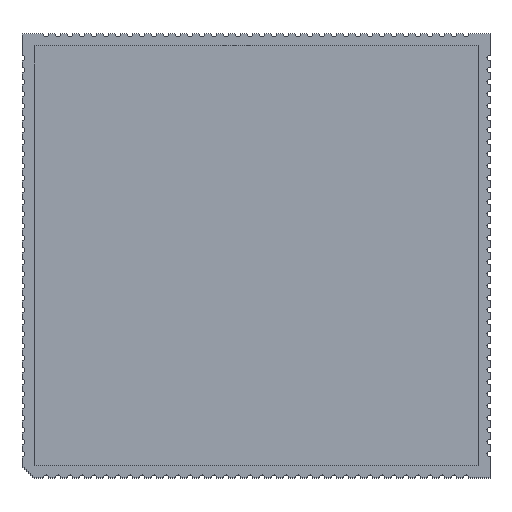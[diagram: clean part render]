
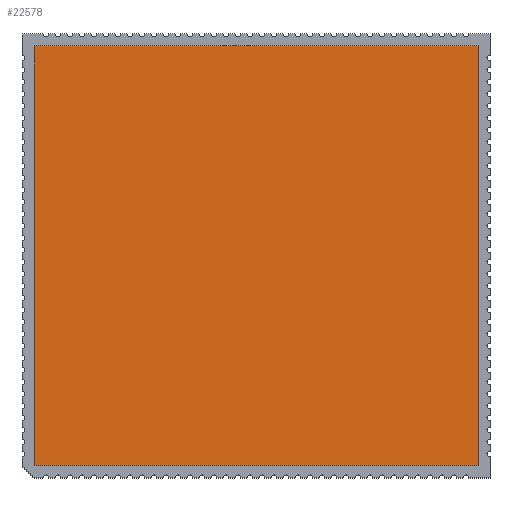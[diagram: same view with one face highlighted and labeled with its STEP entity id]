
A CAD part, top view. The second image highlights one B-rep face of the part: STEP entity #22578.
In plain terms, the highlighted planar face has unit normal (0, 0, 1).
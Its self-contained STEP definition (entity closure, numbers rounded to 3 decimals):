
#8242 = PLANE('',#8243);
#8243 = AXIS2_PLACEMENT_3D('',#8244,#8245,#8246);
#8244 = CARTESIAN_POINT('',(1.,1.,1.));
#8245 = DIRECTION('',(1.,0.,0.));
#8246 = DIRECTION('',(0.,0.,1.));
#8270 = PLANE('',#8271);
#8271 = AXIS2_PLACEMENT_3D('',#8272,#8273,#8274);
#8272 = CARTESIAN_POINT('',(1.,36.,1.));
#8273 = DIRECTION('',(0.,1.,0.));
#8274 = DIRECTION('',(0.,0.,1.));
#8298 = PLANE('',#8299);
#8299 = AXIS2_PLACEMENT_3D('',#8300,#8301,#8302);
#8300 = CARTESIAN_POINT('',(38.,1.,1.));
#8301 = DIRECTION('',(1.,0.,0.));
#8302 = DIRECTION('',(0.,0.,1.));
#8324 = PLANE('',#8325);
#8325 = AXIS2_PLACEMENT_3D('',#8326,#8327,#8328);
#8326 = CARTESIAN_POINT('',(1.,1.,1.));
#8327 = DIRECTION('',(0.,1.,0.));
#8328 = DIRECTION('',(0.,0.,1.));
#22382 = VERTEX_POINT('',#22383);
#22383 = CARTESIAN_POINT('',(1.,1.,2.5));
#22406 = VERTEX_POINT('',#22407);
#22407 = CARTESIAN_POINT('',(1.,36.,2.5));
#22428 = EDGE_CURVE('',#22382,#22406,#22429,.T.);
#22429 = SURFACE_CURVE('',#22430,(#22434,#22441),.PCURVE_S1.);
#22430 = LINE('',#22431,#22432);
#22431 = CARTESIAN_POINT('',(1.,1.,2.5));
#22432 = VECTOR('',#22433,1.);
#22433 = DIRECTION('',(0.,1.,0.));
#22434 = PCURVE('',#8242,#22435);
#22435 = DEFINITIONAL_REPRESENTATION('',(#22436),#22440);
#22436 = LINE('',#22437,#22438);
#22437 = CARTESIAN_POINT('',(1.5,0.));
#22438 = VECTOR('',#22439,1.);
#22439 = DIRECTION('',(0.,-1.));
#22440 = ( GEOMETRIC_REPRESENTATION_CONTEXT(2) 
PARAMETRIC_REPRESENTATION_CONTEXT() REPRESENTATION_CONTEXT('2D SPACE',''
  ) );
#22441 = PCURVE('',#22442,#22447);
#22442 = PLANE('',#22443);
#22443 = AXIS2_PLACEMENT_3D('',#22444,#22445,#22446);
#22444 = CARTESIAN_POINT('',(1.,1.,2.5));
#22445 = DIRECTION('',(0.,0.,1.));
#22446 = DIRECTION('',(1.,0.,0.));
#22447 = DEFINITIONAL_REPRESENTATION('',(#22448),#22452);
#22448 = LINE('',#22449,#22450);
#22449 = CARTESIAN_POINT('',(0.,0.));
#22450 = VECTOR('',#22451,1.);
#22451 = DIRECTION('',(0.,1.));
#22452 = ( GEOMETRIC_REPRESENTATION_CONTEXT(2) 
PARAMETRIC_REPRESENTATION_CONTEXT() REPRESENTATION_CONTEXT('2D SPACE',''
  ) );
#22459 = EDGE_CURVE('',#22382,#22460,#22462,.T.);
#22460 = VERTEX_POINT('',#22461);
#22461 = CARTESIAN_POINT('',(38.,1.,2.5));
#22462 = SURFACE_CURVE('',#22463,(#22467,#22474),.PCURVE_S1.);
#22463 = LINE('',#22464,#22465);
#22464 = CARTESIAN_POINT('',(1.,1.,2.5));
#22465 = VECTOR('',#22466,1.);
#22466 = DIRECTION('',(1.,0.,0.));
#22467 = PCURVE('',#8324,#22468);
#22468 = DEFINITIONAL_REPRESENTATION('',(#22469),#22473);
#22469 = LINE('',#22470,#22471);
#22470 = CARTESIAN_POINT('',(1.5,0.));
#22471 = VECTOR('',#22472,1.);
#22472 = DIRECTION('',(0.,1.));
#22473 = ( GEOMETRIC_REPRESENTATION_CONTEXT(2) 
PARAMETRIC_REPRESENTATION_CONTEXT() REPRESENTATION_CONTEXT('2D SPACE',''
  ) );
#22474 = PCURVE('',#22442,#22475);
#22475 = DEFINITIONAL_REPRESENTATION('',(#22476),#22480);
#22476 = LINE('',#22477,#22478);
#22477 = CARTESIAN_POINT('',(0.,0.));
#22478 = VECTOR('',#22479,1.);
#22479 = DIRECTION('',(1.,0.));
#22480 = ( GEOMETRIC_REPRESENTATION_CONTEXT(2) 
PARAMETRIC_REPRESENTATION_CONTEXT() REPRESENTATION_CONTEXT('2D SPACE',''
  ) );
#22509 = VERTEX_POINT('',#22510);
#22510 = CARTESIAN_POINT('',(38.,36.,2.5));
#22531 = EDGE_CURVE('',#22460,#22509,#22532,.T.);
#22532 = SURFACE_CURVE('',#22533,(#22537,#22544),.PCURVE_S1.);
#22533 = LINE('',#22534,#22535);
#22534 = CARTESIAN_POINT('',(38.,1.,2.5));
#22535 = VECTOR('',#22536,1.);
#22536 = DIRECTION('',(0.,1.,0.));
#22537 = PCURVE('',#8298,#22538);
#22538 = DEFINITIONAL_REPRESENTATION('',(#22539),#22543);
#22539 = LINE('',#22540,#22541);
#22540 = CARTESIAN_POINT('',(1.5,0.));
#22541 = VECTOR('',#22542,1.);
#22542 = DIRECTION('',(0.,-1.));
#22543 = ( GEOMETRIC_REPRESENTATION_CONTEXT(2) 
PARAMETRIC_REPRESENTATION_CONTEXT() REPRESENTATION_CONTEXT('2D SPACE',''
  ) );
#22544 = PCURVE('',#22442,#22545);
#22545 = DEFINITIONAL_REPRESENTATION('',(#22546),#22550);
#22546 = LINE('',#22547,#22548);
#22547 = CARTESIAN_POINT('',(37.,0.));
#22548 = VECTOR('',#22549,1.);
#22549 = DIRECTION('',(0.,1.));
#22550 = ( GEOMETRIC_REPRESENTATION_CONTEXT(2) 
PARAMETRIC_REPRESENTATION_CONTEXT() REPRESENTATION_CONTEXT('2D SPACE',''
  ) );
#22557 = EDGE_CURVE('',#22406,#22509,#22558,.T.);
#22558 = SURFACE_CURVE('',#22559,(#22563,#22570),.PCURVE_S1.);
#22559 = LINE('',#22560,#22561);
#22560 = CARTESIAN_POINT('',(1.,36.,2.5));
#22561 = VECTOR('',#22562,1.);
#22562 = DIRECTION('',(1.,0.,0.));
#22563 = PCURVE('',#8270,#22564);
#22564 = DEFINITIONAL_REPRESENTATION('',(#22565),#22569);
#22565 = LINE('',#22566,#22567);
#22566 = CARTESIAN_POINT('',(1.5,0.));
#22567 = VECTOR('',#22568,1.);
#22568 = DIRECTION('',(0.,1.));
#22569 = ( GEOMETRIC_REPRESENTATION_CONTEXT(2) 
PARAMETRIC_REPRESENTATION_CONTEXT() REPRESENTATION_CONTEXT('2D SPACE',''
  ) );
#22570 = PCURVE('',#22442,#22571);
#22571 = DEFINITIONAL_REPRESENTATION('',(#22572),#22576);
#22572 = LINE('',#22573,#22574);
#22573 = CARTESIAN_POINT('',(0.,35.));
#22574 = VECTOR('',#22575,1.);
#22575 = DIRECTION('',(1.,0.));
#22576 = ( GEOMETRIC_REPRESENTATION_CONTEXT(2) 
PARAMETRIC_REPRESENTATION_CONTEXT() REPRESENTATION_CONTEXT('2D SPACE',''
  ) );
#22578 = ADVANCED_FACE('',(#22579),#22442,.T.);
#22579 = FACE_BOUND('',#22580,.T.);
#22580 = EDGE_LOOP('',(#22581,#22582,#22583,#22584));
#22581 = ORIENTED_EDGE('',*,*,#22428,.F.);
#22582 = ORIENTED_EDGE('',*,*,#22459,.T.);
#22583 = ORIENTED_EDGE('',*,*,#22531,.T.);
#22584 = ORIENTED_EDGE('',*,*,#22557,.F.);
